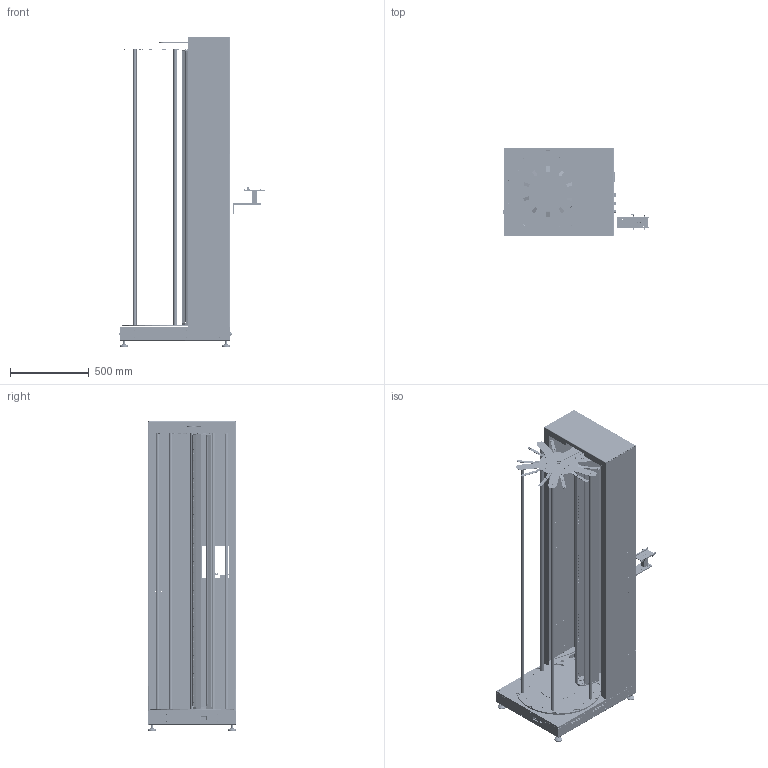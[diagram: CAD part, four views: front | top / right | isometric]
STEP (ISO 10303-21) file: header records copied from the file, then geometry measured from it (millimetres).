
FILE_DESCRIPTION (( 'STEP AP214' ), '1' );
FILE_NAME ('9382000.STEP', '2024-09-26T05:42:11', ( '' ), ( '' ), 'SwSTEP 2.0', 'SolidWorks 2022', '' );
FILE_SCHEMA (( 'AUTOMOTIVE_DESIGN' ));
Length unit declared in the file: millimetre
Products named in the file (1): 9382000
Bounding box: 933.98 x 560.01 x 1969 mm (x, y, z)
Volume: 18472756.7 mm3; surface area: 9971022.2 mm2
Topology: 69 solids, 69 shells, 9466 faces, 26159 edges, 17250 vertices
Faces by surface type: plane 4895, cylinder 4434, cone 101, bspline 24, torus 12
Full cylindrical faces by diameter (mm): 1.5 x3, 1.6 x2, 1.9 x1, 2.05 x4, 2.5 x88, 3 x20, 3.1 x8, 3.2 x8, 3.3 x63, 3.4 x18, 4 x178, 4.2 x73, 4.3 x1, 4.4 x30, 4.5 x7, 4.7 x4, 5 x1, 5.2 x2, 5.3 x6, 6 x7, 6.2 x10, 6.5 x28, 6.8 x10, 7.1 x16, 8 x13, 8.2 x1, 8.5 x5, 10 x4, 11 x8, 12.5 x4
Entity records: 406663 total; most frequent: CARTESIAN_POINT 52978, DIRECTION 52820, ORIENTED_EDGE 50168, EDGE_CURVE 25084, AXIS2_PLACEMENT_3D 18396, VERTEX_POINT 16930, LINE 16028, VECTOR 16028
